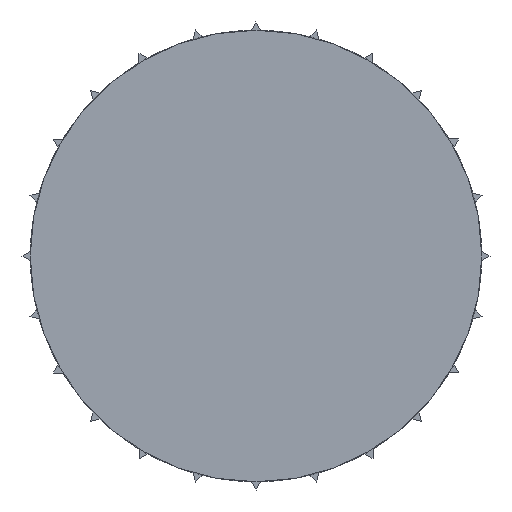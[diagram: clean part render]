
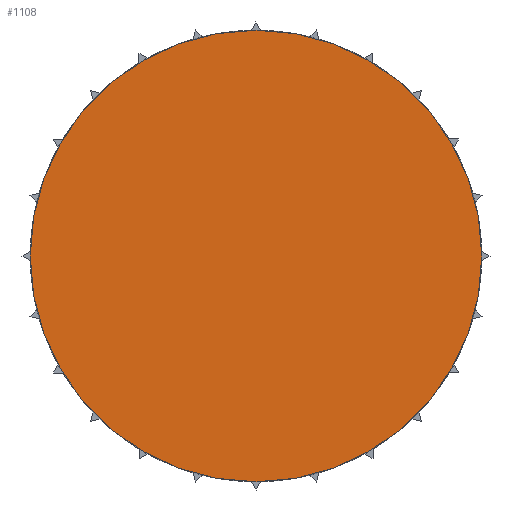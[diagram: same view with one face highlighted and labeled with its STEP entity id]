
A CAD part, left-side view. The second image highlights one B-rep face of the part: STEP entity #1108.
In plain terms, the highlighted planar face has unit normal (-1, 0, 0).
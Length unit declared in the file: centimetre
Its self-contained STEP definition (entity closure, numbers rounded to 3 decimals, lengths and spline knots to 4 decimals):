
#185 = AXIS2_PLACEMENT_3D ( 'NONE', #392, #1437, #1214 ) ;
#392 = CARTESIAN_POINT ( 'NONE',  ( 0., 0., 0. ) ) ;
#771 = FACE_OUTER_BOUND ( 'NONE', #1043, .T. ) ;
#849 = DIRECTION ( 'NONE',  ( 0., 0., -1. ) ) ;
#931 = EDGE_CURVE ( 'NONE', #2804, #1330, #1485, .T. ) ;
#1043 = EDGE_LOOP ( 'NONE', ( #2896, #2183 ) ) ;
#1079 = EDGE_CURVE ( 'NONE', #1330, #2804, #1731, .T. ) ;
#1108 = ADVANCED_FACE ( 'NONE', ( #771 ), #2006, .F. ) ;
#1145 = DIRECTION ( 'NONE',  ( 1., 0., 0. ) ) ;
#1158 = CARTESIAN_POINT ( 'NONE',  ( 0., 0., 0. ) ) ;
#1214 = DIRECTION ( 'NONE',  ( 0., 0., -1. ) ) ;
#1330 = VERTEX_POINT ( 'NONE', #2323 ) ;
#1437 = DIRECTION ( 'NONE',  ( 1., 0., 0. ) ) ;
#1485 = CIRCLE ( 'NONE', #3002, 0.275 ) ;
#1614 = DIRECTION ( 'NONE',  ( 0., 0., -1. ) ) ;
#1731 = CIRCLE ( 'NONE', #185, 0.275 ) ;
#1880 = AXIS2_PLACEMENT_3D ( 'NONE', #2649, #2938, #849 ) ;
#2006 = PLANE ( 'NONE',  #1880 ) ;
#2106 = CARTESIAN_POINT ( 'NONE',  ( 0., 0., 0.275 ) ) ;
#2183 = ORIENTED_EDGE ( 'NONE', *, *, #1079, .F. ) ;
#2323 = CARTESIAN_POINT ( 'NONE',  ( 0., 0., -0.275 ) ) ;
#2649 = CARTESIAN_POINT ( 'NONE',  ( 0., 0., 0. ) ) ;
#2804 = VERTEX_POINT ( 'NONE', #2106 ) ;
#2896 = ORIENTED_EDGE ( 'NONE', *, *, #931, .F. ) ;
#2938 = DIRECTION ( 'NONE',  ( 1., 0., 0. ) ) ;
#3002 = AXIS2_PLACEMENT_3D ( 'NONE', #1158, #1145, #1614 ) ;
